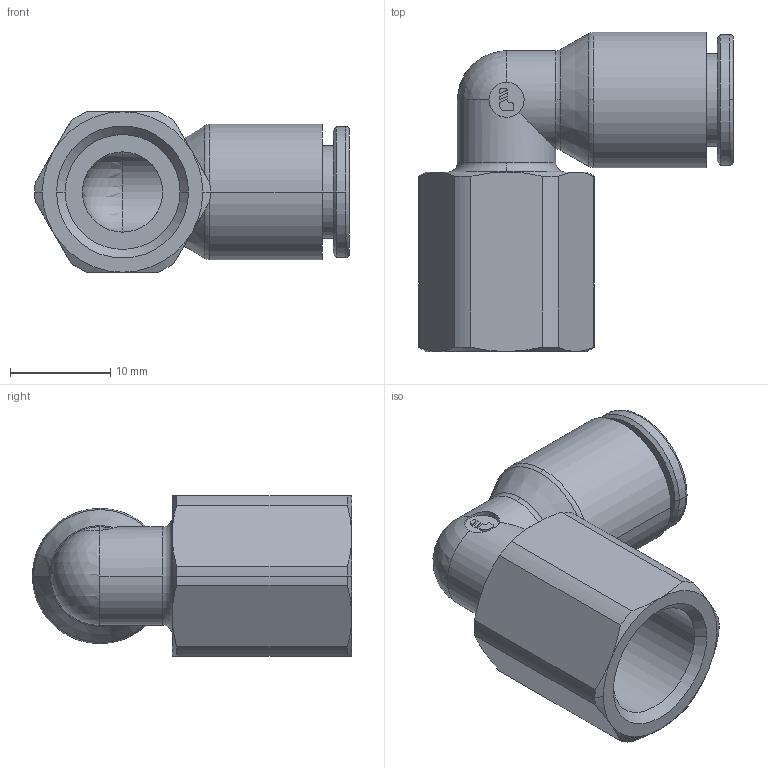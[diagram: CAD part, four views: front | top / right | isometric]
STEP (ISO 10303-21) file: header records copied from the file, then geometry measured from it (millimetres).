
FILE_DESCRIPTION(('STEP AP214'),'1');
FILE_NAME('3192_08_13.stp','2016-07-07T14:54:12',('TraceParts'),('TraceParts S.A.'),'Spatial InterOp 3D',' ',' ');
FILE_SCHEMA(('automotive_design'));
Length unit declared in the file: millimetre
Products named in the file (1): 1
Bounding box: 31.35 x 31.85 x 16 mm (x, y, z)
Volume: 4093.3 mm3; surface area: 3835.2 mm2
Topology: 1 solids, 1 shells, 93 faces, 233 edges, 146 vertices
Faces by surface type: cylinder 32, plane 29, cone 22, torus 8, sphere 2
Entity records: 2971 total; most frequent: CARTESIAN_POINT 718, DIRECTION 506, ORIENTED_EDGE 460, EDGE_CURVE 230, AXIS2_PLACEMENT_3D 210, VERTEX_POINT 146, CIRCLE 112, EDGE_LOOP 102
